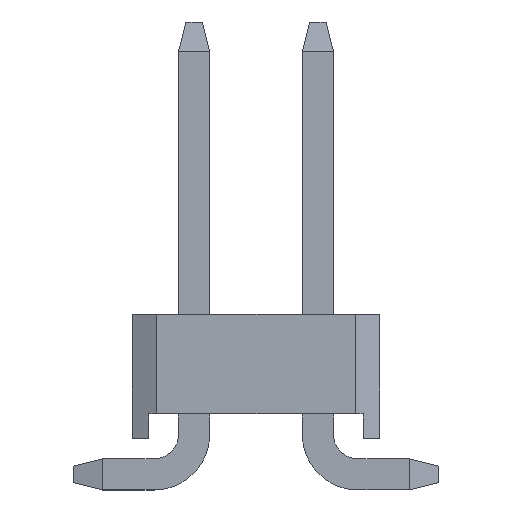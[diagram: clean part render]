
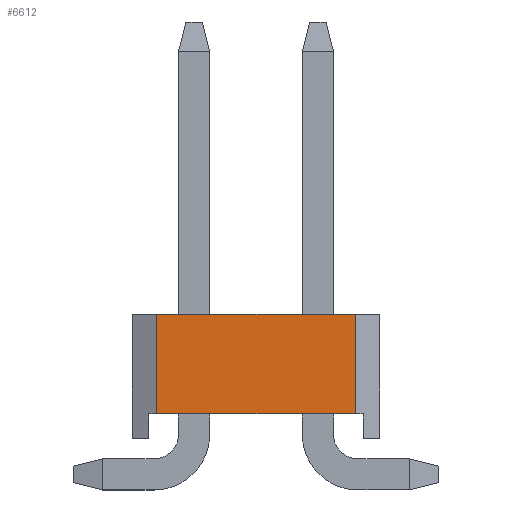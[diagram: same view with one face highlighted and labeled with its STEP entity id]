
A CAD part, front view. The second image highlights one B-rep face of the part: STEP entity #6612.
In plain terms, the highlighted face is planar.
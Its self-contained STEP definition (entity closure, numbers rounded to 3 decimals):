
#428=ORIENTED_EDGE('',*,*,#1654,.F.);
#429=ORIENTED_EDGE('',*,*,#1458,.T.);
#430=ORIENTED_EDGE('',*,*,#1671,.T.);
#431=ORIENTED_EDGE('',*,*,#1589,.T.);
#1458=EDGE_CURVE('',#2135,#2134,#2558,.T.);
#1589=EDGE_CURVE('',#2251,#2250,#2689,.T.);
#1654=EDGE_CURVE('',#2135,#2250,#2754,.T.);
#1671=EDGE_CURVE('',#2134,#2251,#2771,.T.);
#2134=VERTEX_POINT('',#8485);
#2135=VERTEX_POINT('',#8487);
#2250=VERTEX_POINT('',#8748);
#2251=VERTEX_POINT('',#8750);
#2558=LINE('',#8486,#3194);
#2689=LINE('',#8749,#3325);
#2754=LINE('',#8869,#3390);
#2771=LINE('',#8896,#3407);
#3194=VECTOR('',#7202,1000.);
#3325=VECTOR('',#7365,1000.);
#3390=VECTOR('',#7450,1000.);
#3407=VECTOR('',#7487,1000.);
#3870=EDGE_LOOP('',(#428,#429,#430,#431));
#4164=FACE_BOUND('',#3870,.T.);
#4438=PLANE('',#6893);
#6612=ADVANCED_FACE('',(#4164),#4438,.T.);
#6893=AXIS2_PLACEMENT_3D('',#8897,#7488,#7489);
#7202=DIRECTION('',(0.,-1.,0.));
#7365=DIRECTION('',(0.,1.,0.));
#7450=DIRECTION('',(0.,0.,1.));
#7487=DIRECTION('',(0.,0.,1.));
#7488=DIRECTION('',(-1.,0.,0.));
#7489=DIRECTION('',(0.,0.,1.));
#8485=CARTESIAN_POINT('',(-6.35,-2.04,-0.77));
#8486=CARTESIAN_POINT('',(-6.35,-2.54,-0.77));
#8487=CARTESIAN_POINT('',(-6.35,2.04,-0.77));
#8748=CARTESIAN_POINT('',(-6.35,2.04,1.27));
#8749=CARTESIAN_POINT('',(-6.35,-2.54,1.27));
#8750=CARTESIAN_POINT('',(-6.35,-2.04,1.27));
#8869=CARTESIAN_POINT('',(-6.35,2.04,-12.871));
#8896=CARTESIAN_POINT('',(-6.35,-2.04,-12.871));
#8897=CARTESIAN_POINT('',(-6.35,-2.54,-1.27));
